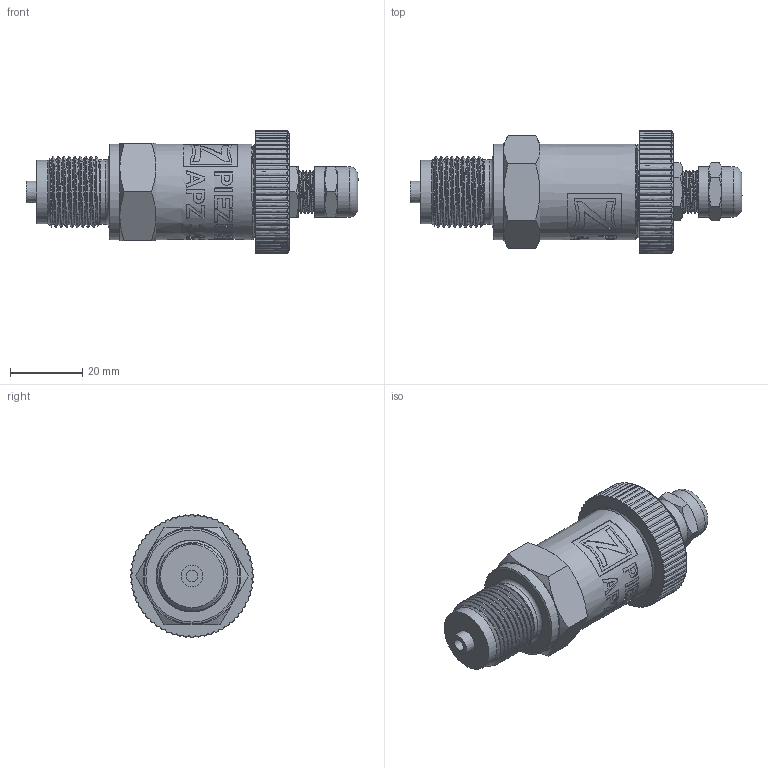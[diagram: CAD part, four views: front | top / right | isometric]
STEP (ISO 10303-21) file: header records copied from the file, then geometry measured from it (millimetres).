
FILE_DESCRIPTION(/* description */ (''),/* implementation_level */ '2;1');
FILE_NAME(/* name */ 'APZ3420_M20x1,5EN_BrassCableGland.step',/* time_stamp */ '2021-07-13T11:06:30+03:00',/* author */ (''),/* organization */ (''),/* preprocessor_version */ 'ST-DEVELOPER v18.1',/* originating_system */ 'Autodesk Translation Framework v10.9.0.1377',/* authorisation */ '');
FILE_SCHEMA (('AUTOMOTIVE_DESIGN { 1 0 10303 214 3 1 1 }'));
Length unit declared in the file: millimetre
Products named in the file (5): АПЗ 3420(3230,3421) в.2 - 
filled; M20x1,5 EN; OMAL nut M27x1.5 v8; Ш100.000.001 v4; M12x1,5 Brass cable gland
Assembly tree (4 placements, depth 2):
  АПЗ 3420(3230,3421) в.2 - 
filled
    M20x1,5 EN
    OMAL nut M27x1.5 v8
    Ш100.000.001 v4
    M12x1,5 Brass cable gland
Bounding box: 92 x 34 x 34 mm (x, y, z)
Volume: 39373.3 mm3; surface area: 14412.6 mm2
Topology: 4 solids, 4 shells, 607 faces, 1719 edges, 1153 vertices
Faces by surface type: bspline 408, cylinder 77, cone 76, plane 43, torus 3
Full cylindrical faces by diameter (mm): 6.5 x1, 10.137 x3, 10.526 x3, 10.741 x3, 11.85 x2, 11.884 x4, 12.203 x3, 14 x2, 17.8 x1, 18.137 x8, 19.85 x7, 21.4 x2, 22.3 x1, 22.4 x1, 24.5 x1, 25.132 x4, 25.526 x4, 27.208 x5
Entity records: 43546 total; most frequent: CARTESIAN_POINT 31295, ORIENTED_EDGE 3438, EDGE_CURVE 1719, VERTEX_POINT 1153, B_SPLINE_CURVE_WITH_KNOTS 1099, DIRECTION 1025, EDGE_LOOP 644, FACE_OUTER_BOUND 607
